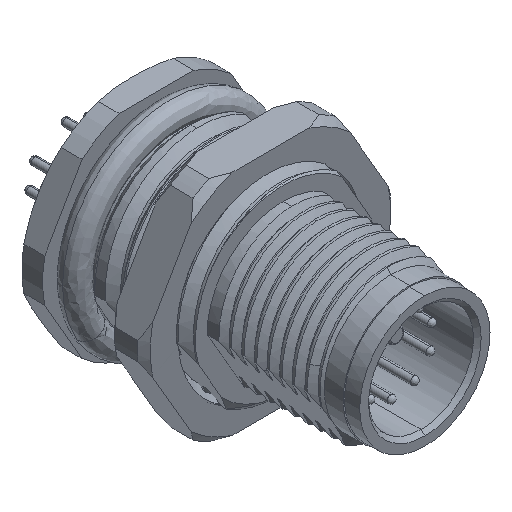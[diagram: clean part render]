
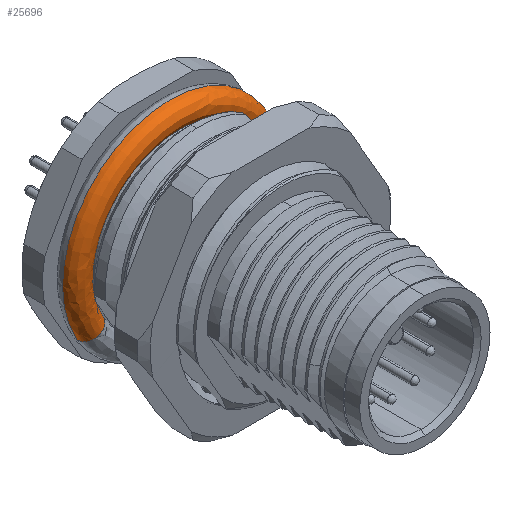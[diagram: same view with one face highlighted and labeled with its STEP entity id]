
A CAD part, isometric view. The second image highlights one B-rep face of the part: STEP entity #25696.
In plain terms, the highlighted free-form (B-spline) face has degree [3, 3] with [4, 4] control points.
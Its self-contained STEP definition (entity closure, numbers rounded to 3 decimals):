
#633 = CARTESIAN_POINT ( 'NONE',  ( -15.864, 7.554, 1.973 ) ) ;
#2001 = CARTESIAN_POINT ( 'NONE',  ( -6.498, 8.925, -12.25 ) ) ;
#2280 = DIRECTION ( 'NONE',  ( -0.5, 0., 0.866 ) ) ;
#2370 = CARTESIAN_POINT ( 'NONE',  ( -5.061, 8.494, -4.254 ) ) ;
#2610 = CARTESIAN_POINT ( 'NONE',  ( 1.142, 8.489, -1.993 ) ) ;
#2935 = CARTESIAN_POINT ( 'NONE',  ( -5.717, 8.494, -11.799 ) ) ;
#3460 =( BOUNDED_SURFACE ( )  B_SPLINE_SURFACE ( 3, 3, ( 
 ( #47879, #26374, #9682, #31173 ),
 ( #30897, #633, #4337, #13094 ),
 ( #48168, #22690, #44182, #13643 ),
 ( #48440, #5440, #39118, #9412 ) ),
 .UNSPECIFIED., .F., .F., .T. ) 
 B_SPLINE_SURFACE_WITH_KNOTS ( ( 4, 4 ),
 ( 4, 4 ),
 ( 0., 1. ),
 ( 0., 1. ),
 .UNSPECIFIED. ) 
 GEOMETRIC_REPRESENTATION_ITEM ( )  RATIONAL_B_SPLINE_SURFACE ( (
 ( 1., 0.333, 0.333, 1.),
 ( 0.475, 0.158, 0.158, 0.475),
 ( 0.475, 0.158, 0.158, 0.475),
 ( 1., 0.333, 0.333, 1.) ) ) 
 REPRESENTATION_ITEM ( '' )  SURFACE ( )  );
#3788 = AXIS2_PLACEMENT_3D ( 'NONE', #35136, #44734, #4893 ) ;
#4337 = CARTESIAN_POINT ( 'NONE',  ( -1.142, 7.554, 10.473 ) ) ;
#4893 = DIRECTION ( 'NONE',  ( 0.866, 0., 0.5 ) ) ;
#5440 = CARTESIAN_POINT ( 'NONE',  ( -12.301, 8.51, -0.38 ) ) ;
#6623 = CARTESIAN_POINT ( 'NONE',  ( -6.582, 8.495, -9.071 ) ) ;
#7174 = CARTESIAN_POINT ( 'NONE',  ( -6.6, 8.495, -8.784 ) ) ;
#7367 = AXIS2_PLACEMENT_3D ( 'NONE', #31728, #19569, #48998 ) ;
#9290 = EDGE_CURVE ( 'NONE', #31582, #34410, #48474, .T. ) ;
#9412 = CARTESIAN_POINT ( 'NONE',  ( 5.705, 8.51, -5.205 ) ) ;
#9682 = CARTESIAN_POINT ( 'NONE',  ( -1.142, 8.925, 10.473 ) ) ;
#10816 = CARTESIAN_POINT ( 'NONE',  ( 5.409, 8.485, -4.707 ) ) ;
#11143 = CARTESIAN_POINT ( 'NONE',  ( -6.581, 8.495, -7.918 ) ) ;
#11662 = CARTESIAN_POINT ( 'NONE',  ( 4.242, 8.486, -3.435 ) ) ;
#12063 = VERTEX_POINT ( 'NONE', #29670 ) ;
#13094 = CARTESIAN_POINT ( 'NONE',  ( 7.358, 7.554, -4.25 ) ) ;
#13124 = ORIENTED_EDGE ( 'NONE', *, *, #9290, .T. ) ;
#13643 = CARTESIAN_POINT ( 'NONE',  ( 6.198, 7.262, -4.92 ) ) ;
#15051 = CARTESIAN_POINT ( 'NONE',  ( 4.457, 8.486, -3.624 ) ) ;
#15091 = CARTESIAN_POINT ( 'NONE',  ( -5.41, 8.494, -4.709 ) ) ;
#15092 = B_SPLINE_CURVE_WITH_KNOTS ( 'NONE', 3,
 ( #41628, #49559, #54633, #2610, #54352, #15896, #27782, #50397, #45041, #11662, #15051, #15619, #54068, #10816, #28904, #45327 ),
 .UNSPECIFIED., .F., .F.,
 ( 4, 2, 2, 2, 2, 2, 2, 4 ),
 ( 0.014, 0.015, 0.016, 0.017, 0.018, 0.019, 0.02, 0.021 ),
 .UNSPECIFIED. ) ;
#15375 = CARTESIAN_POINT ( 'NONE',  ( -6.505, 8.495, -7.345 ) ) ;
#15441 = AXIS2_PLACEMENT_3D ( 'NONE', #2001, #2280, #48691 ) ;
#15619 = CARTESIAN_POINT ( 'NONE',  ( 4.864, 8.485, -4.029 ) ) ;
#15658 = CARTESIAN_POINT ( 'NONE',  ( -0.573, 8.49, -1.9 ) ) ;
#15896 = CARTESIAN_POINT ( 'NONE',  ( 2.264, 8.488, -2.274 ) ) ;
#15938 = CARTESIAN_POINT ( 'NONE',  ( -6.507, 8.495, -9.641 ) ) ;
#17780 = EDGE_CURVE ( 'NONE', #52502, #12063, #26342, .T. ) ;
#18805 = EDGE_CURVE ( 'NONE', #34410, #47821, #15092, .T. ) ;
#19343 = CARTESIAN_POINT ( 'NONE',  ( -6.45, 8.495, -9.928 ) ) ;
#19569 = DIRECTION ( 'NONE',  ( 0., 1., 0. ) ) ;
#20196 = CARTESIAN_POINT ( 'NONE',  ( -5.569, 8.494, -4.947 ) ) ;
#20460 = EDGE_CURVE ( 'NONE', #12063, #47821, #45315, .T. ) ;
#21676 = ORIENTED_EDGE ( 'NONE', *, *, #39765, .T. ) ;
#22690 = CARTESIAN_POINT ( 'NONE',  ( -13.363, 7.262, 0.322 ) ) ;
#23871 = CARTESIAN_POINT ( 'NONE',  ( -5.857, 8.495, -5.444 ) ) ;
#24144 = CARTESIAN_POINT ( 'NONE',  ( -6.226, 8.495, -10.764 ) ) ;
#24472 = EDGE_LOOP ( 'NONE', ( #40762, #21676, #13124, #36001, #24899 ) ) ;
#24899 = ORIENTED_EDGE ( 'NONE', *, *, #20460, .F. ) ;
#25696 = ADVANCED_FACE ( 'NONE', ( #35412 ), #3460, .T. ) ;
#26342 = CIRCLE ( 'NONE', #7367, 8.5 ) ;
#26374 = CARTESIAN_POINT ( 'NONE',  ( -15.864, 8.925, 1.973 ) ) ;
#27782 = CARTESIAN_POINT ( 'NONE',  ( 2.793, 8.487, -2.492 ) ) ;
#28104 = CARTESIAN_POINT ( 'NONE',  ( -6.007, 8.494, -11.295 ) ) ;
#28208 = CARTESIAN_POINT ( 'NONE',  ( 0., 8.49, -1.9 ) ) ;
#28666 = CARTESIAN_POINT ( 'NONE',  ( 0., 8.49, -1.9 ) ) ;
#28904 = CARTESIAN_POINT ( 'NONE',  ( 5.57, 8.485, -4.947 ) ) ;
#28946 = CARTESIAN_POINT ( 'NONE',  ( -1.156, 8.491, -1.977 ) ) ;
#29670 = CARTESIAN_POINT ( 'NONE',  ( 7.358, 8.925, -4.25 ) ) ;
#30897 = CARTESIAN_POINT ( 'NONE',  ( -7.364, 7.554, -12.75 ) ) ;
#31173 = CARTESIAN_POINT ( 'NONE',  ( 7.358, 8.925, -4.25 ) ) ;
#31582 = VERTEX_POINT ( 'NONE', #51337 ) ;
#31728 = CARTESIAN_POINT ( 'NONE',  ( -0.003, 8.925, -8.5 ) ) ;
#32340 = CARTESIAN_POINT ( 'NONE',  ( -4.87, 8.494, -4.035 ) ) ;
#32590 = CIRCLE ( 'NONE', #15441, 1. ) ;
#33188 = CARTESIAN_POINT ( 'NONE',  ( -6.6, 8.495, -8.209 ) ) ;
#34410 = VERTEX_POINT ( 'NONE', #28208 ) ;
#34666 = CARTESIAN_POINT ( 'NONE',  ( 5.715, 8.484, -5.199 ) ) ;
#35136 = CARTESIAN_POINT ( 'NONE',  ( 6.492, 8.925, -4.75 ) ) ;
#35412 = FACE_OUTER_BOUND ( 'NONE', #24472, .T. ) ;
#36001 = ORIENTED_EDGE ( 'NONE', *, *, #18805, .T. ) ;
#36586 = CARTESIAN_POINT ( 'NONE',  ( -6.392, 8.495, -6.783 ) ) ;
#37144 = CARTESIAN_POINT ( 'NONE',  ( -2.789, 8.492, -2.511 ) ) ;
#39118 = CARTESIAN_POINT ( 'NONE',  ( -0.886, 8.51, 6.21 ) ) ;
#39765 = EDGE_CURVE ( 'NONE', #52502, #31582, #32590, .T. ) ;
#40762 = ORIENTED_EDGE ( 'NONE', *, *, #17780, .F. ) ;
#41628 = CARTESIAN_POINT ( 'NONE',  ( 0., 8.49, -1.9 ) ) ;
#44182 = CARTESIAN_POINT ( 'NONE',  ( -0.962, 7.262, 7.482 ) ) ;
#44734 = DIRECTION ( 'NONE',  ( 0.5, 0., -0.866 ) ) ;
#45041 = CARTESIAN_POINT ( 'NONE',  ( 3.786, 8.486, -3.087 ) ) ;
#45315 = CIRCLE ( 'NONE', #3788, 1. ) ;
#45327 = CARTESIAN_POINT ( 'NONE',  ( 5.715, 8.484, -5.199 ) ) ;
#47821 = VERTEX_POINT ( 'NONE', #34666 ) ;
#47879 = CARTESIAN_POINT ( 'NONE',  ( -7.364, 8.925, -12.75 ) ) ;
#48168 = CARTESIAN_POINT ( 'NONE',  ( -6.203, 7.262, -12.08 ) ) ;
#48440 = CARTESIAN_POINT ( 'NONE',  ( -5.71, 8.51, -11.795 ) ) ;
#48474 = B_SPLINE_CURVE_WITH_KNOTS ( 'NONE', 3,
 ( #2935, #28104, #24144, #19343, #15938, #6623, #7174, #33188, #11143, #15375, #36586, #53556, #53830, #23871, #20196, #15091, #2370, #32340, #50161, #49599, #49882, #37144, #54392, #50437, #28946, #15658, #28666 ),
 .UNSPECIFIED., .F., .F.,
 ( 4, 2, 2, 2, 2, 1, 2, 2, 2, 2, 2, 2, 2, 4 ),
 ( 0., 0.002, 0.003, 0.003, 0.004, 0.005, 0.006, 0.007, 0.008, 0.009, 0.01, 0.011, 0.012, 0.014 ),
 .UNSPECIFIED. ) ;
#48691 = DIRECTION ( 'NONE',  ( -0.866, 0., -0.5 ) ) ;
#48998 = DIRECTION ( 'NONE',  ( 0.866, 0., 0.5 ) ) ;
#49559 = CARTESIAN_POINT ( 'NONE',  ( 0.286, 8.489, -1.9 ) ) ;
#49599 = CARTESIAN_POINT ( 'NONE',  ( -3.8, 8.493, -3.073 ) ) ;
#49882 = CARTESIAN_POINT ( 'NONE',  ( -3.051, 8.492, -2.641 ) ) ;
#50161 = CARTESIAN_POINT ( 'NONE',  ( -4.255, 8.493, -3.421 ) ) ;
#50397 = CARTESIAN_POINT ( 'NONE',  ( 3.545, 8.486, -2.925 ) ) ;
#50437 = CARTESIAN_POINT ( 'NONE',  ( -1.986, 8.491, -2.199 ) ) ;
#51100 = CARTESIAN_POINT ( 'NONE',  ( -7.364, 8.925, -12.75 ) ) ;
#51337 = CARTESIAN_POINT ( 'NONE',  ( -5.717, 8.494, -11.799 ) ) ;
#52502 = VERTEX_POINT ( 'NONE', #51100 ) ;
#53556 = CARTESIAN_POINT ( 'NONE',  ( -6.207, 8.495, -6.239 ) ) ;
#53830 = CARTESIAN_POINT ( 'NONE',  ( -5.986, 8.495, -5.705 ) ) ;
#54068 = CARTESIAN_POINT ( 'NONE',  ( 5.055, 8.485, -4.247 ) ) ;
#54352 = CARTESIAN_POINT ( 'NONE',  ( 1.429, 8.488, -2.05 ) ) ;
#54392 = CARTESIAN_POINT ( 'NONE',  ( -2.257, 8.492, -2.291 ) ) ;
#54633 = CARTESIAN_POINT ( 'NONE',  ( 0.572, 8.489, -1.919 ) ) ;
